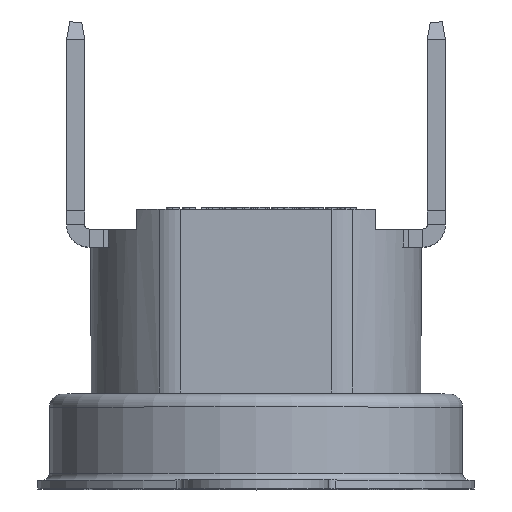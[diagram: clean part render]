
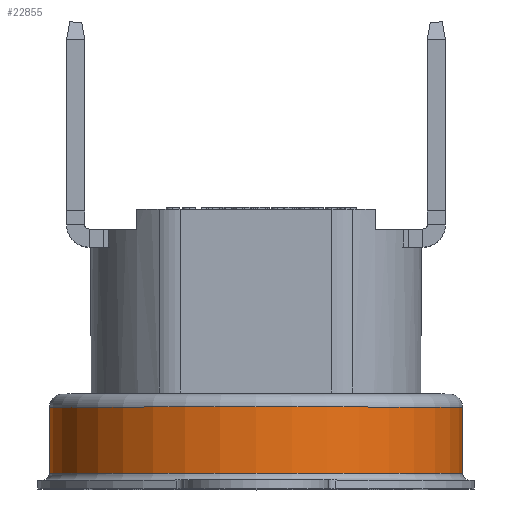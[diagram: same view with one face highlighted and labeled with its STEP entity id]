
A CAD part, top view. The second image highlights one B-rep face of the part: STEP entity #22855.
In plain terms, the highlighted cylindrical face has radius 9.135 mm (diameter 18.27 mm), a partial arc.
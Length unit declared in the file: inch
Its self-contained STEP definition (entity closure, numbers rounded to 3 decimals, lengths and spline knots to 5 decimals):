
#1685 = LINE ( 'NONE', #31971, #21138 ) ;
#2000 = DIRECTION ( 'NONE',  ( 0., -1., 0. ) ) ;
#2096 = FACE_OUTER_BOUND ( 'NONE', #22926, .T. ) ;
#3053 = EDGE_CURVE ( 'NONE', #25617, #29760, #17660, .T. ) ;
#3368 = ORIENTED_EDGE ( 'NONE', *, *, #22491, .F. ) ;
#3424 = VERTEX_POINT ( 'NONE', #25253 ) ;
#5034 = CARTESIAN_POINT ( 'NONE',  ( -0.35965, -0.39392, 0. ) ) ;
#5482 = ORIENTED_EDGE ( 'NONE', *, *, #8286, .T. ) ;
#8286 = EDGE_CURVE ( 'NONE', #3424, #13226, #13359, .T. ) ;
#9185 = AXIS2_PLACEMENT_3D ( 'NONE', #24285, #11731, #24511 ) ;
#9950 = AXIS2_PLACEMENT_3D ( 'NONE', #17186, #2000, #19727 ) ;
#10389 = ORIENTED_EDGE ( 'NONE', *, *, #3053, .T. ) ;
#11731 = DIRECTION ( 'NONE',  ( 0., 1., 0. ) ) ;
#12654 = ORIENTED_EDGE ( 'NONE', *, *, #23380, .T. ) ;
#13226 = VERTEX_POINT ( 'NONE', #23172 ) ;
#13359 = CIRCLE ( 'NONE', #9950, 0.35965 ) ;
#13874 = CARTESIAN_POINT ( 'NONE',  ( 0., -0.39392, 0. ) ) ;
#14207 = DIRECTION ( 'NONE',  ( 0., 1., 0. ) ) ;
#16458 = DIRECTION ( 'NONE',  ( -1., 0., 0. ) ) ;
#17186 = CARTESIAN_POINT ( 'NONE',  ( 0., -0.27857, 0. ) ) ;
#17405 = CARTESIAN_POINT ( 'NONE',  ( -0.35965, -0.42089, 0. ) ) ;
#17615 = VECTOR ( 'NONE', #32566, 39.37008 ) ;
#17660 = CIRCLE ( 'NONE', #24988, 0.35965 ) ;
#19727 = DIRECTION ( 'NONE',  ( -1., 0., 0. ) ) ;
#21138 = VECTOR ( 'NONE', #14207, 39.37008 ) ;
#22491 = EDGE_CURVE ( 'NONE', #25617, #13226, #24373, .T. ) ;
#22855 = ADVANCED_FACE ( 'NONE', ( #2096 ), #31839, .T. ) ;
#22926 = EDGE_LOOP ( 'NONE', ( #3368, #10389, #12654, #5482 ) ) ;
#23172 = CARTESIAN_POINT ( 'NONE',  ( -0.35965, -0.27857, 0. ) ) ;
#23380 = EDGE_CURVE ( 'NONE', #29760, #3424, #1685, .T. ) ;
#24285 = CARTESIAN_POINT ( 'NONE',  ( 0., -0.42089, 0. ) ) ;
#24373 = LINE ( 'NONE', #17405, #17615 ) ;
#24511 = DIRECTION ( 'NONE',  ( 1., 0., 0. ) ) ;
#24988 = AXIS2_PLACEMENT_3D ( 'NONE', #13874, #31640, #16458 ) ;
#25253 = CARTESIAN_POINT ( 'NONE',  ( 0.35965, -0.27857, 0. ) ) ;
#25617 = VERTEX_POINT ( 'NONE', #5034 ) ;
#29760 = VERTEX_POINT ( 'NONE', #30904 ) ;
#30904 = CARTESIAN_POINT ( 'NONE',  ( 0.35965, -0.39392, 0. ) ) ;
#31640 = DIRECTION ( 'NONE',  ( 0., 1., 0. ) ) ;
#31839 = CYLINDRICAL_SURFACE ( 'NONE', #9185, 0.35965 ) ;
#31971 = CARTESIAN_POINT ( 'NONE',  ( 0.35965, -0.42089, 0. ) ) ;
#32566 = DIRECTION ( 'NONE',  ( 0., 1., 0. ) ) ;
